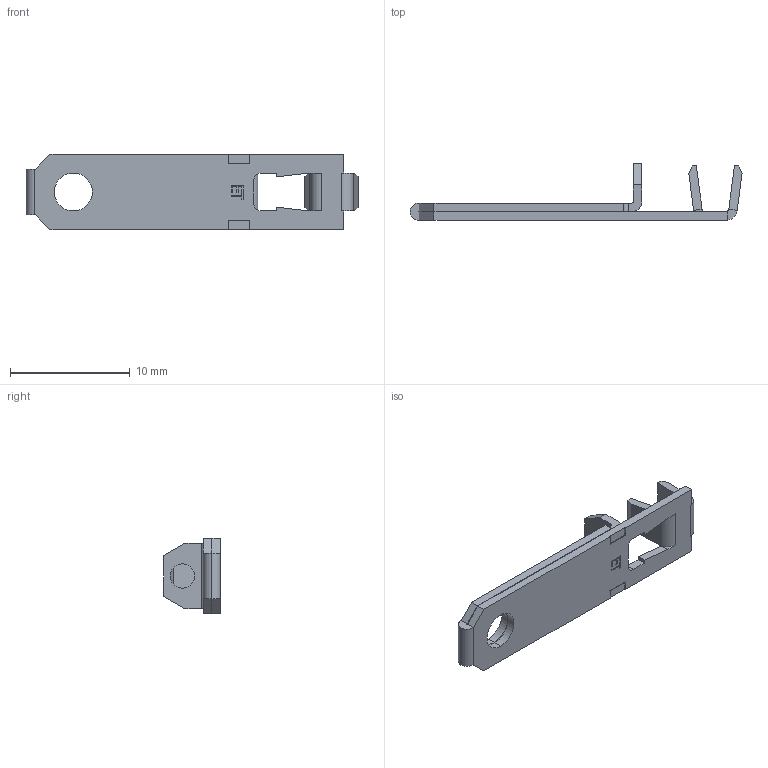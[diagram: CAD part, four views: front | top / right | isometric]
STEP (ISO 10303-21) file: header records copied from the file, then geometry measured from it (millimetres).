
FILE_DESCRIPTION (( 'STEP AP203' ), '1' );
FILE_NAME ('14131.STEP', '2015-02-23T18:48:44', ( '' ), ( '' ), 'SwSTEP 2.0', 'SolidWorks 2014', '' );
FILE_SCHEMA (( 'CONFIG_CONTROL_DESIGN' ));
Length unit declared in the file: inch
Products named in the file (1): 14131
Bounding box: 27.76 x 4.75 x 6.3 mm (x, y, z)
Volume: 202.4 mm3; surface area: 690.1 mm2
Topology: 1 solids, 1 shells, 119 faces, 322 edges, 206 vertices
Faces by surface type: plane 99, cylinder 20
Entity records: 3767 total; most frequent: CARTESIAN_POINT 648, ORIENTED_EDGE 644, DIRECTION 606, EDGE_CURVE 322, LINE 278, VECTOR 278, VERTEX_POINT 206, AXIS2_PLACEMENT_3D 164
